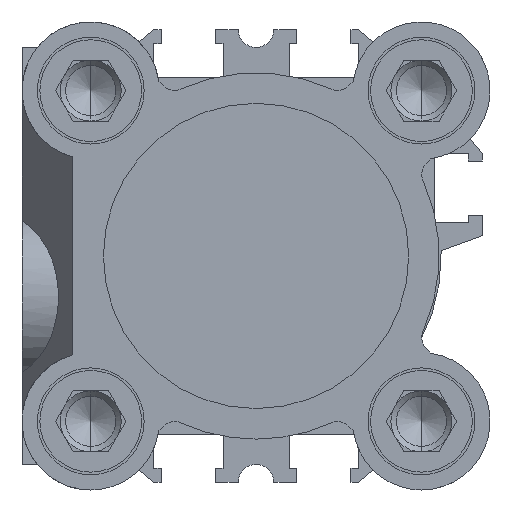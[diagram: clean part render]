
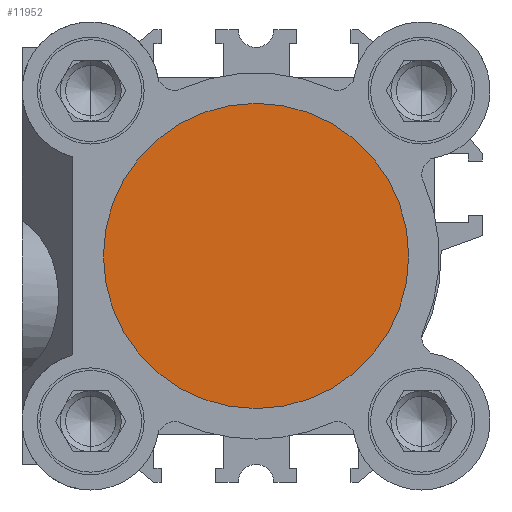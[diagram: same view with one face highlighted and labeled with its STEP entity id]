
A CAD part, left-side view. The second image highlights one B-rep face of the part: STEP entity #11952.
In plain terms, the highlighted face is planar.
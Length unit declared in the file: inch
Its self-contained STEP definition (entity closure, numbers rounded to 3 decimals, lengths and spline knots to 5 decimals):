
#495 = EDGE_CURVE ( 'NONE', #9789, #9784, #6045, .T. ) ;
#597 = AXIS2_PLACEMENT_3D ( 'NONE', #9342, #3610, #10332 ) ;
#1481 = DIRECTION ( 'NONE',  ( 0., 0., 1. ) ) ;
#1526 = CARTESIAN_POINT ( 'NONE',  ( 0.15748, 0., -0.59055 ) ) ;
#1691 = CIRCLE ( 'NONE', #597, 0.59055 ) ;
#3237 = DIRECTION ( 'NONE',  ( -1., 0., 0. ) ) ;
#3499 = CARTESIAN_POINT ( 'NONE',  ( 0.15748, 0., 0. ) ) ;
#3610 = DIRECTION ( 'NONE',  ( -1., 0., 0. ) ) ;
#4458 = FACE_OUTER_BOUND ( 'NONE', #11576, .T. ) ;
#5216 = ORIENTED_EDGE ( 'NONE', *, *, #495, .F. ) ;
#5454 = CARTESIAN_POINT ( 'NONE',  ( 0.15748, 0., 0.59055 ) ) ;
#5768 = CARTESIAN_POINT ( 'NONE',  ( 0.15748, 0.59055, 0. ) ) ;
#6045 = CIRCLE ( 'NONE', #6070, 0.59055 ) ;
#6070 = AXIS2_PLACEMENT_3D ( 'NONE', #3499, #3237, #1481 ) ;
#6736 = DIRECTION ( 'NONE',  ( 0., 0., 1. ) ) ;
#8864 = EDGE_CURVE ( 'NONE', #9784, #9789, #1691, .T. ) ;
#9342 = CARTESIAN_POINT ( 'NONE',  ( 0.15748, 0., 0. ) ) ;
#9784 = VERTEX_POINT ( 'NONE', #1526 ) ;
#9789 = VERTEX_POINT ( 'NONE', #5454 ) ;
#10207 = AXIS2_PLACEMENT_3D ( 'NONE', #5768, #12506, #6736 ) ;
#10332 = DIRECTION ( 'NONE',  ( 0., 0., 1. ) ) ;
#11544 = PLANE ( 'NONE',  #10207 ) ;
#11576 = EDGE_LOOP ( 'NONE', ( #5216, #12342 ) ) ;
#11952 = ADVANCED_FACE ( 'NONE', ( #4458 ), #11544, .F. ) ;
#12342 = ORIENTED_EDGE ( 'NONE', *, *, #8864, .F. ) ;
#12506 = DIRECTION ( 'NONE',  ( -1., 0., 0. ) ) ;
